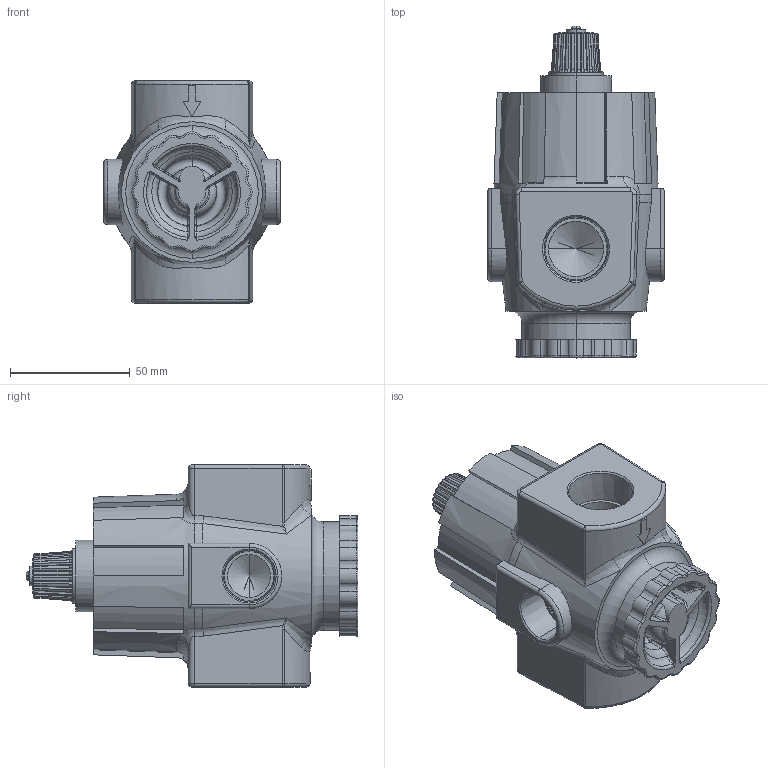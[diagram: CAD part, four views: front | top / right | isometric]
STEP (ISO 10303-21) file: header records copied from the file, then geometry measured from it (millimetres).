
FILE_DESCRIPTION (( 'STEP AP214' ), '1' );
FILE_NAME ('Norgren-R24-600-RNLA.step', '2019-03-04T20:37:51', ( '' ), ( '' ), 'SwSTEP 2.0', 'SolidWorks 2019', '' );
FILE_SCHEMA (( 'AUTOMOTIVE_DESIGN' ));
Length unit declared in the file: millimetre
Products named in the file (8): Norgren-R24-600-RNLA_R24US_Body-Regulator2_3-4 PTF; Norgren-R24-600-RNLA_R24US_Button; Norgren-R24-600-RNLA_R24US_Plug; Norgren-R24-600-RNLA_R24US_Washer-Split; Norgren-R24-600-RNLA_R24US_Cap_BUTTON; Norgren-R24-600-RNLA_R24US_Knob; Norgren-R24-600-RNLA_R24US_Screw-knob; Norgren-R24-600-RNLA
Assembly tree (7 placements, depth 2):
  Norgren-R24-600-RNLA
    Norgren-R24-600-RNLA_R24US_Body-Regulator2_3-4 PTF
    Norgren-R24-600-RNLA_R24US_Washer-Split
    Norgren-R24-600-RNLA_R24US_Cap_BUTTON
    Norgren-R24-600-RNLA_R24US_Plug
    Norgren-R24-600-RNLA_R24US_Knob
    Norgren-R24-600-RNLA_R24US_Button
    Norgren-R24-600-RNLA_R24US_Screw-knob
Bounding box: 73.76 x 138.38 x 92.71 mm (x, y, z)
Volume: 374323.5 mm3; surface area: 67813.4 mm2
Topology: 7 solids, 7 shells, 627 faces, 1599 edges, 999 vertices
Faces by surface type: plane 190, bspline 144, cylinder 126, torus 88, cone 71, sphere 8
Entity records: 24520 total; most frequent: CARTESIAN_POINT 9581, ORIENTED_EDGE 3170, DIRECTION 2751, EDGE_CURVE 1585, AXIS2_PLACEMENT_3D 1143, VERTEX_POINT 999, EDGE_LOOP 660, CIRCLE 650
